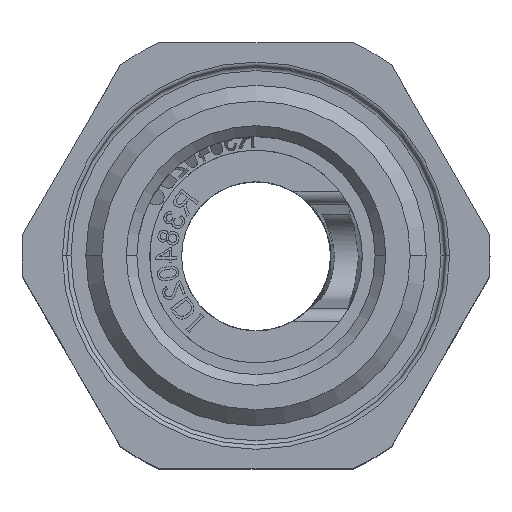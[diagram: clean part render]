
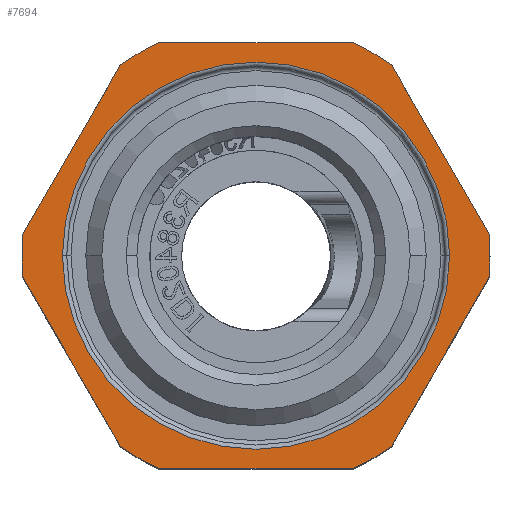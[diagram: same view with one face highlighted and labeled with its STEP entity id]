
A CAD part, top view. The second image highlights one B-rep face of the part: STEP entity #7694.
In plain terms, the highlighted planar face has unit normal (0, 0, 1).
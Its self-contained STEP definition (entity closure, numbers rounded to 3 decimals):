
#21 = ORIENTED_EDGE ( 'NONE', *, *, #6020, .F. ) ;
#25 = CARTESIAN_POINT ( 'NONE',  ( 0., 0., 12.3 ) ) ;
#36 = CIRCLE ( 'NONE', #3654, 11. ) ;
#264 = CARTESIAN_POINT ( 'NONE',  ( 0., 0., 12.3 ) ) ;
#311 = CARTESIAN_POINT ( 'NONE',  ( -11.547, 0., 12.3 ) ) ;
#361 = ORIENTED_EDGE ( 'NONE', *, *, #6500, .T. ) ;
#386 = VERTEX_POINT ( 'NONE', #10892 ) ;
#755 = CARTESIAN_POINT ( 'NONE',  ( -5.774, 10., 12.3 ) ) ;
#768 = EDGE_LOOP ( 'NONE', ( #1984, #1665, #4051, #10336, #361, #3981, #4539, #3583, #5497, #21, #4596, #1261, #11357 ) ) ;
#808 = LINE ( 'NONE', #755, #10112 ) ;
#916 = AXIS2_PLACEMENT_3D ( 'NONE', #5705, #8713, #979 ) ;
#926 = EDGE_CURVE ( 'NONE', #1607, #962, #11505, .T. ) ;
#962 = VERTEX_POINT ( 'NONE', #1939 ) ;
#972 = CARTESIAN_POINT ( 'NONE',  ( 0., 0., 12.3 ) ) ;
#979 = DIRECTION ( 'NONE',  ( 1., 0., 0. ) ) ;
#987 = VERTEX_POINT ( 'NONE', #2023 ) ;
#1261 = ORIENTED_EDGE ( 'NONE', *, *, #5373, .T. ) ;
#1401 = CARTESIAN_POINT ( 'NONE',  ( 0., 0., 12.3 ) ) ;
#1607 = VERTEX_POINT ( 'NONE', #8640 ) ;
#1665 = ORIENTED_EDGE ( 'NONE', *, *, #6413, .F. ) ;
#1690 = DIRECTION ( 'NONE',  ( -0.5, -0.866, 0. ) ) ;
#1801 = CARTESIAN_POINT ( 'NONE',  ( 0., 0., 12.3 ) ) ;
#1939 = CARTESIAN_POINT ( 'NONE',  ( 10.952, -1.031, 12.3 ) ) ;
#1947 = AXIS2_PLACEMENT_3D ( 'NONE', #1401, #7828, #2411 ) ;
#1984 = ORIENTED_EDGE ( 'NONE', *, *, #10018, .T. ) ;
#2023 = CARTESIAN_POINT ( 'NONE',  ( -6.369, 8.969, 12.3 ) ) ;
#2043 = VERTEX_POINT ( 'NONE', #2589 ) ;
#2056 = VERTEX_POINT ( 'NONE', #8958 ) ;
#2109 = DIRECTION ( 'NONE',  ( 0.5, 0.866, 0. ) ) ;
#2114 = CIRCLE ( 'NONE', #7536, 11. ) ;
#2126 = CIRCLE ( 'NONE', #2418, 11. ) ;
#2171 = VERTEX_POINT ( 'NONE', #7517 ) ;
#2197 = CARTESIAN_POINT ( 'NONE',  ( 0., 0., 12.3 ) ) ;
#2411 = DIRECTION ( 'NONE',  ( 1., 0., 0. ) ) ;
#2418 = AXIS2_PLACEMENT_3D ( 'NONE', #264, #9204, #3769 ) ;
#2461 = ORIENTED_EDGE ( 'NONE', *, *, #4359, .T. ) ;
#2589 = CARTESIAN_POINT ( 'NONE',  ( -6.369, -8.969, 12.3 ) ) ;
#2628 = VECTOR ( 'NONE', #3056, 1000. ) ;
#2703 = CIRCLE ( 'NONE', #4955, 11. ) ;
#2727 = EDGE_CURVE ( 'NONE', #11215, #9258, #2703, .T. ) ;
#2770 = VERTEX_POINT ( 'NONE', #3655 ) ;
#3056 = DIRECTION ( 'NONE',  ( 0.5, -0.866, 0. ) ) ;
#3392 = CARTESIAN_POINT ( 'NONE',  ( 0., 0., 12.3 ) ) ;
#3431 = DIRECTION ( 'NONE',  ( 0., 0., -1. ) ) ;
#3449 = CARTESIAN_POINT ( 'NONE',  ( 4.583, 10., 12.3 ) ) ;
#3526 = EDGE_CURVE ( 'NONE', #11215, #3790, #6111, .T. ) ;
#3583 = ORIENTED_EDGE ( 'NONE', *, *, #9512, .F. ) ;
#3590 = DIRECTION ( 'NONE',  ( 0., 0., -1. ) ) ;
#3654 = AXIS2_PLACEMENT_3D ( 'NONE', #6371, #3590, #6415 ) ;
#3655 = CARTESIAN_POINT ( 'NONE',  ( 4.583, -10., 12.3 ) ) ;
#3769 = DIRECTION ( 'NONE',  ( 1., 0., 0. ) ) ;
#3790 = VERTEX_POINT ( 'NONE', #7057 ) ;
#3851 = CARTESIAN_POINT ( 'NONE',  ( 5.774, 10., 12.3 ) ) ;
#3981 = ORIENTED_EDGE ( 'NONE', *, *, #2727, .F. ) ;
#3995 = PLANE ( 'NONE',  #8928 ) ;
#4051 = ORIENTED_EDGE ( 'NONE', *, *, #11618, .T. ) ;
#4097 = EDGE_CURVE ( 'NONE', #5127, #2043, #2114, .T. ) ;
#4152 = EDGE_CURVE ( 'NONE', #4304, #2056, #36, .T. ) ;
#4304 = VERTEX_POINT ( 'NONE', #6516 ) ;
#4359 = EDGE_CURVE ( 'NONE', #9721, #386, #6183, .T. ) ;
#4421 = FACE_OUTER_BOUND ( 'NONE', #768, .T. ) ;
#4497 = DIRECTION ( 'NONE',  ( 1., 0., 0. ) ) ;
#4517 = VECTOR ( 'NONE', #2109, 1000. ) ;
#4539 = ORIENTED_EDGE ( 'NONE', *, *, #3526, .T. ) ;
#4585 = DIRECTION ( 'NONE',  ( 0., 0., -1. ) ) ;
#4596 = ORIENTED_EDGE ( 'NONE', *, *, #4152, .F. ) ;
#4663 = DIRECTION ( 'NONE',  ( 0., 0., -1. ) ) ;
#4773 = DIRECTION ( 'NONE',  ( -1., 0., 0. ) ) ;
#4921 = VERTEX_POINT ( 'NONE', #7662 ) ;
#4955 = AXIS2_PLACEMENT_3D ( 'NONE', #972, #4585, #9851 ) ;
#5127 = VERTEX_POINT ( 'NONE', #9760 ) ;
#5190 = CARTESIAN_POINT ( 'NONE',  ( 11.547, 0., 12.3 ) ) ;
#5241 = CARTESIAN_POINT ( 'NONE',  ( 6.369, 8.969, 12.3 ) ) ;
#5353 = DIRECTION ( 'NONE',  ( 1., 0., 0. ) ) ;
#5373 = EDGE_CURVE ( 'NONE', #4304, #2043, #5867, .T. ) ;
#5497 = ORIENTED_EDGE ( 'NONE', *, *, #5921, .T. ) ;
#5550 = EDGE_CURVE ( 'NONE', #386, #9721, #6308, .T. ) ;
#5701 = CARTESIAN_POINT ( 'NONE',  ( 5.774, -10., 12.3 ) ) ;
#5705 = CARTESIAN_POINT ( 'NONE',  ( 0., 0., 12.3 ) ) ;
#5724 = ORIENTED_EDGE ( 'NONE', *, *, #5550, .T. ) ;
#5867 = LINE ( 'NONE', #311, #2628 ) ;
#5921 = EDGE_CURVE ( 'NONE', #987, #2171, #808, .T. ) ;
#5947 = EDGE_LOOP ( 'NONE', ( #5724, #2461 ) ) ;
#6020 = EDGE_CURVE ( 'NONE', #2056, #2171, #6501, .T. ) ;
#6111 = LINE ( 'NONE', #3851, #10923 ) ;
#6183 = CIRCLE ( 'NONE', #6480, 9.1 ) ;
#6189 = DIRECTION ( 'NONE',  ( 1., 0., 0. ) ) ;
#6239 = DIRECTION ( 'NONE',  ( 0., 0., -1. ) ) ;
#6308 = CIRCLE ( 'NONE', #6947, 9.1 ) ;
#6371 = CARTESIAN_POINT ( 'NONE',  ( 0., 0., 12.3 ) ) ;
#6413 = EDGE_CURVE ( 'NONE', #4921, #2770, #9173, .T. ) ;
#6415 = DIRECTION ( 'NONE',  ( 1., 0., 0. ) ) ;
#6480 = AXIS2_PLACEMENT_3D ( 'NONE', #1801, #9775, #6189 ) ;
#6500 = EDGE_CURVE ( 'NONE', #1607, #9258, #9455, .T. ) ;
#6501 = CIRCLE ( 'NONE', #1947, 11. ) ;
#6516 = CARTESIAN_POINT ( 'NONE',  ( -10.952, -1.031, 12.3 ) ) ;
#6605 = CARTESIAN_POINT ( 'NONE',  ( -9.1, 0., 12.3 ) ) ;
#6889 = CARTESIAN_POINT ( 'NONE',  ( -5.774, -10., 12.3 ) ) ;
#6908 = LINE ( 'NONE', #5701, #4517 ) ;
#6947 = AXIS2_PLACEMENT_3D ( 'NONE', #25, #6239, #4497 ) ;
#6975 = DIRECTION ( 'NONE',  ( 1., 0., 0. ) ) ;
#7057 = CARTESIAN_POINT ( 'NONE',  ( -4.583, 10., 12.3 ) ) ;
#7062 = VECTOR ( 'NONE', #8852, 1000. ) ;
#7504 = DIRECTION ( 'NONE',  ( 1., 0., 0. ) ) ;
#7517 = CARTESIAN_POINT ( 'NONE',  ( -10.952, 1.031, 12.3 ) ) ;
#7536 = AXIS2_PLACEMENT_3D ( 'NONE', #3392, #3431, #5353 ) ;
#7643 = DIRECTION ( 'NONE',  ( 0., 0., 1. ) ) ;
#7662 = CARTESIAN_POINT ( 'NONE',  ( 6.369, -8.969, 12.3 ) ) ;
#7694 = ADVANCED_FACE ( 'NONE', ( #10213, #4421 ), #3995, .T. ) ;
#7828 = DIRECTION ( 'NONE',  ( 0., 0., -1. ) ) ;
#8510 = DIRECTION ( 'NONE',  ( 1., 0., 0. ) ) ;
#8616 = LINE ( 'NONE', #6889, #9608 ) ;
#8640 = CARTESIAN_POINT ( 'NONE',  ( 10.952, 1.031, 12.3 ) ) ;
#8713 = DIRECTION ( 'NONE',  ( 0., 0., -1. ) ) ;
#8852 = DIRECTION ( 'NONE',  ( -0.5, 0.866, 0. ) ) ;
#8928 = AXIS2_PLACEMENT_3D ( 'NONE', #2197, #7643, #8510 ) ;
#8958 = CARTESIAN_POINT ( 'NONE',  ( -11., 0., 12.3 ) ) ;
#9173 = CIRCLE ( 'NONE', #916, 11. ) ;
#9204 = DIRECTION ( 'NONE',  ( 0., 0., -1. ) ) ;
#9258 = VERTEX_POINT ( 'NONE', #5241 ) ;
#9455 = LINE ( 'NONE', #5190, #7062 ) ;
#9512 = EDGE_CURVE ( 'NONE', #987, #3790, #2126, .T. ) ;
#9608 = VECTOR ( 'NONE', #6975, 1000. ) ;
#9639 = AXIS2_PLACEMENT_3D ( 'NONE', #10090, #4663, #7504 ) ;
#9721 = VERTEX_POINT ( 'NONE', #6605 ) ;
#9760 = CARTESIAN_POINT ( 'NONE',  ( -4.583, -10., 12.3 ) ) ;
#9775 = DIRECTION ( 'NONE',  ( 0., 0., -1. ) ) ;
#9851 = DIRECTION ( 'NONE',  ( 1., 0., 0. ) ) ;
#10018 = EDGE_CURVE ( 'NONE', #5127, #2770, #8616, .T. ) ;
#10090 = CARTESIAN_POINT ( 'NONE',  ( 0., 0., 12.3 ) ) ;
#10112 = VECTOR ( 'NONE', #1690, 1000. ) ;
#10213 = FACE_BOUND ( 'NONE', #5947, .T. ) ;
#10336 = ORIENTED_EDGE ( 'NONE', *, *, #926, .F. ) ;
#10892 = CARTESIAN_POINT ( 'NONE',  ( 9.1, 0., 12.3 ) ) ;
#10923 = VECTOR ( 'NONE', #4773, 1000. ) ;
#11215 = VERTEX_POINT ( 'NONE', #3449 ) ;
#11357 = ORIENTED_EDGE ( 'NONE', *, *, #4097, .F. ) ;
#11505 = CIRCLE ( 'NONE', #9639, 11. ) ;
#11618 = EDGE_CURVE ( 'NONE', #4921, #962, #6908, .T. ) ;
